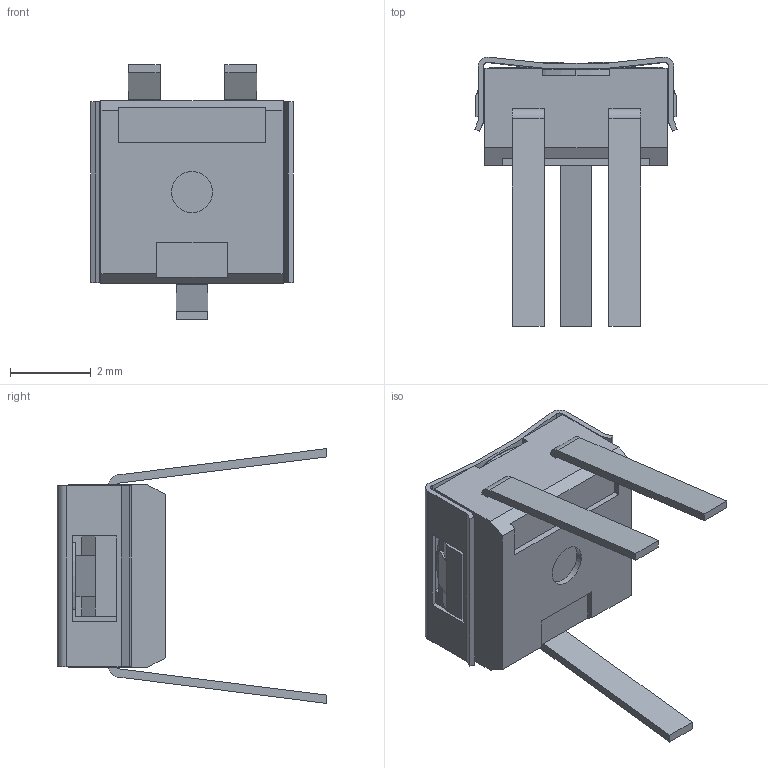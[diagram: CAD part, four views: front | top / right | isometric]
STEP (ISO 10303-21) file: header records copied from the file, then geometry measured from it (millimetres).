
FILE_DESCRIPTION((''),'2;1');
FILE_NAME('_3314R001XXX','2013-08-02T',('MaxM'),('Bourns, Inc.'),'PRO/ENGINEER BY PARAMETRIC TECHNOLOGY CORPORATION, 2012230','PRO/ENGINEER BY PARAMETRIC TECHNOLOGY CORPORATION, 2012230','');
FILE_SCHEMA(('CONFIG_CONTROL_DESIGN'));
Length unit declared in the file: inch
Products named in the file (1): _3314R001XXX
Bounding box: 5 x 6.65 x 6.29 mm (x, y, z)
Volume: 52.2 mm3; surface area: 193.4 mm2
Topology: 1 solids, 3 shells, 383 faces, 1080 edges, 716 vertices
Faces by surface type: plane 315, cylinder 62, torus 4, cone 2
Entity records: 12504 total; most frequent: CARTESIAN_POINT 2687, ORIENTED_EDGE 2160, DIRECTION 1831, EDGE_CURVE 1080, VECTOR 777, LINE 777, VERTEX_POINT 716, AXIS2_PLACEMENT_3D 527
